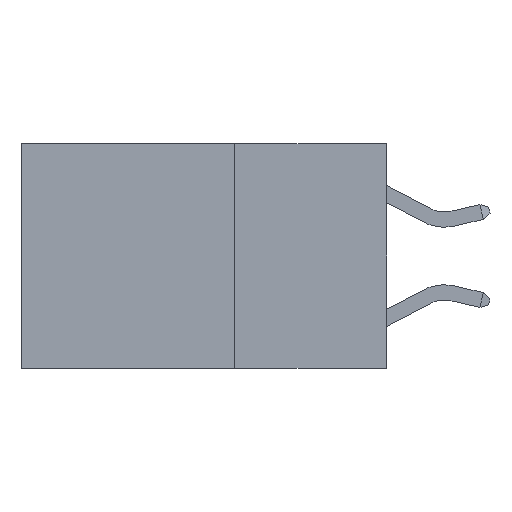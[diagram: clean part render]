
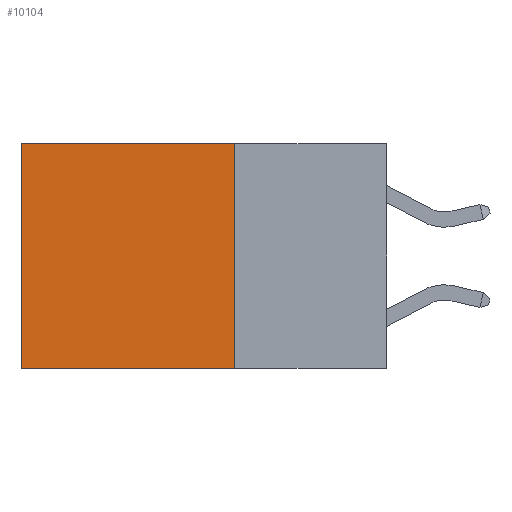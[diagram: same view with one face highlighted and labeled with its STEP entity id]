
A CAD part, left-side view. The second image highlights one B-rep face of the part: STEP entity #10104.
In plain terms, the highlighted planar face has unit normal (-1, 0, 0).
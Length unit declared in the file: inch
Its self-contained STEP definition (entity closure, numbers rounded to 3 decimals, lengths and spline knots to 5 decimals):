
#658 = VERTEX_POINT ( 'NONE', #2985 ) ;
#829 = CARTESIAN_POINT ( 'NONE',  ( 0.2625, 0.6, -0.37 ) ) ;
#837 = DIRECTION ( 'NONE',  ( 1., 0., 0. ) ) ;
#986 = EDGE_LOOP ( 'NONE', ( #10563, #7666, #8827, #5090 ) ) ;
#1683 = EDGE_CURVE ( 'NONE', #8154, #11469, #8859, .T. ) ;
#2314 = VECTOR ( 'NONE', #7748, 39.37008 ) ;
#2481 = CARTESIAN_POINT ( 'NONE',  ( 0.2625, 0.25, -0.37 ) ) ;
#2764 = AXIS2_PLACEMENT_3D ( 'NONE', #3523, #837, #4424 ) ;
#2985 = CARTESIAN_POINT ( 'NONE',  ( 0.2625, 0.6, 0. ) ) ;
#3157 = LINE ( 'NONE', #9494, #2314 ) ;
#3523 = CARTESIAN_POINT ( 'NONE',  ( 0.2625, 0.25, 0. ) ) ;
#3679 = DIRECTION ( 'NONE',  ( 0., 1., 0. ) ) ;
#4145 = PLANE ( 'NONE',  #2764 ) ;
#4210 = DIRECTION ( 'NONE',  ( 0., 1., 0. ) ) ;
#4424 = DIRECTION ( 'NONE',  ( 0., 0., -1. ) ) ;
#4698 = EDGE_CURVE ( 'NONE', #7012, #658, #5966, .T. ) ;
#5090 = ORIENTED_EDGE ( 'NONE', *, *, #4698, .T. ) ;
#5119 = VECTOR ( 'NONE', #4210, 39.37008 ) ;
#5869 = CARTESIAN_POINT ( 'NONE',  ( 0.2625, 0.25, 0. ) ) ;
#5908 = FACE_OUTER_BOUND ( 'NONE', #986, .T. ) ;
#5966 = LINE ( 'NONE', #7802, #5119 ) ;
#6447 = DIRECTION ( 'NONE',  ( 0., 0., -1. ) ) ;
#6492 = EDGE_CURVE ( 'NONE', #7012, #8154, #3157, .T. ) ;
#6879 = EDGE_CURVE ( 'NONE', #658, #11469, #9292, .T. ) ;
#7012 = VERTEX_POINT ( 'NONE', #5869 ) ;
#7666 = ORIENTED_EDGE ( 'NONE', *, *, #1683, .F. ) ;
#7748 = DIRECTION ( 'NONE',  ( 0., 0., -1. ) ) ;
#7802 = CARTESIAN_POINT ( 'NONE',  ( 0.2625, 0.25, 0. ) ) ;
#8154 = VERTEX_POINT ( 'NONE', #2481 ) ;
#8184 = VECTOR ( 'NONE', #6447, 39.37008 ) ;
#8312 = VECTOR ( 'NONE', #3679, 39.37008 ) ;
#8827 = ORIENTED_EDGE ( 'NONE', *, *, #6492, .F. ) ;
#8859 = LINE ( 'NONE', #9052, #8312 ) ;
#9052 = CARTESIAN_POINT ( 'NONE',  ( 0.2625, 0.25, -0.37 ) ) ;
#9173 = CARTESIAN_POINT ( 'NONE',  ( 0.2625, 0.6, 0. ) ) ;
#9292 = LINE ( 'NONE', #9173, #8184 ) ;
#9494 = CARTESIAN_POINT ( 'NONE',  ( 0.2625, 0.25, 0. ) ) ;
#10104 = ADVANCED_FACE ( 'NONE', ( #5908 ), #4145, .F. ) ;
#10563 = ORIENTED_EDGE ( 'NONE', *, *, #6879, .T. ) ;
#11469 = VERTEX_POINT ( 'NONE', #829 ) ;
